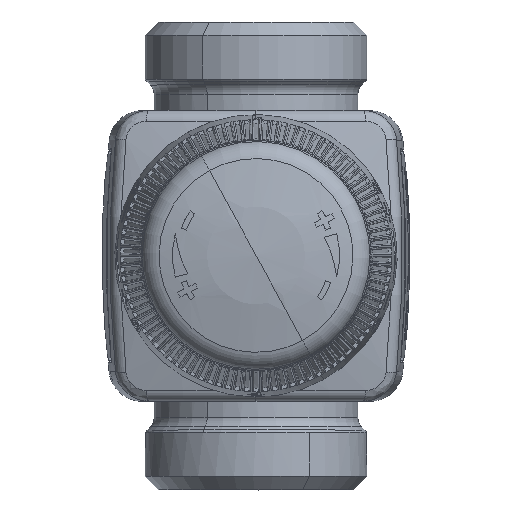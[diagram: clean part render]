
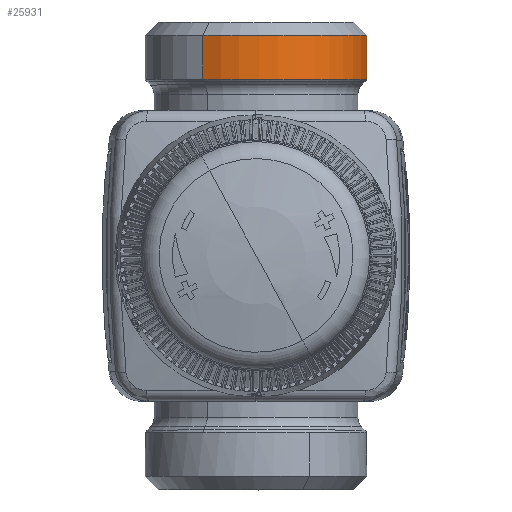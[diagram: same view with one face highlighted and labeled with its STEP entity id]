
A CAD part, top view. The second image highlights one B-rep face of the part: STEP entity #25931.
In plain terms, the highlighted cylindrical face has radius 16.6 mm (diameter 33.2 mm), a partial arc.
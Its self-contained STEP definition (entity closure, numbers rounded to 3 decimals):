
#23494=CARTESIAN_POINT('Vertex',(-7.958,26.425,14.568)) ;
#23501=CARTESIAN_POINT('Vertex',(7.958,26.425,-14.568)) ;
#23504=CARTESIAN_POINT('Axis2P3D Location',(0.,26.425,0.)) ;
#25901=CARTESIAN_POINT('Axis2P3D Location',(0.,34.62,0.)) ;
#25906=CARTESIAN_POINT('Line Origine',(-7.958,29.794,14.568)) ;
#25910=CARTESIAN_POINT('Vertex',(-7.958,33.,14.568)) ;
#25913=CARTESIAN_POINT('Line Origine',(7.958,29.794,-14.568)) ;
#25917=CARTESIAN_POINT('Vertex',(7.958,33.,-14.568)) ;
#25920=CARTESIAN_POINT('Axis2P3D Location',(0.,33.,0.)) ;
#23505=DIRECTION('Axis2P3D Direction',(0.,-1.,-0.)) ;
#25902=DIRECTION('Axis2P3D Direction',(0.,-1.,0.)) ;
#25903=DIRECTION('Axis2P3D XDirection',(-0.479,0.,0.878)) ;
#25907=DIRECTION('Vector Direction',(0.,-1.,0.)) ;
#25914=DIRECTION('Vector Direction',(0.,-1.,0.)) ;
#25921=DIRECTION('Axis2P3D Direction',(0.,-1.,0.)) ;
#23506=AXIS2_PLACEMENT_3D('Circle Axis2P3D',#23504,#23505,$) ;
#25904=AXIS2_PLACEMENT_3D('Cylinder Axis2P3D',#25901,#25902,#25903) ;
#25922=AXIS2_PLACEMENT_3D('Circle Axis2P3D',#25920,#25921,$) ;
#25926=ORIENTED_EDGE('',*,*,#25912,.F.) ;
#25927=ORIENTED_EDGE('',*,*,#23508,.F.) ;
#25928=ORIENTED_EDGE('',*,*,#25919,.T.) ;
#25929=ORIENTED_EDGE('',*,*,#25924,.T.) ;
#25908=VECTOR('Line Direction',#25907,1.) ;
#25915=VECTOR('Line Direction',#25914,1.) ;
#25931=ADVANCED_FACE('PartBody',(#25930),#25905,.T.) ;
#23507=CIRCLE('generated circle',#23506,16.6) ;
#25923=CIRCLE('generated circle',#25922,16.6) ;
#25905=CYLINDRICAL_SURFACE('generated cylinder',#25904,16.6) ;
#23508=EDGE_CURVE('',#23502,#23495,#23507,.T.) ;
#25912=EDGE_CURVE('',#23495,#25911,#25909,.F.) ;
#25919=EDGE_CURVE('',#23502,#25918,#25916,.F.) ;
#25924=EDGE_CURVE('',#25918,#25911,#25923,.T.) ;
#25925=EDGE_LOOP('',(#25926,#25927,#25928,#25929)) ;
#25930=FACE_OUTER_BOUND('',#25925,.T.) ;
#25909=LINE('Line',#25906,#25908) ;
#25916=LINE('Line',#25913,#25915) ;
#23495=VERTEX_POINT('',#23494) ;
#23502=VERTEX_POINT('',#23501) ;
#25911=VERTEX_POINT('',#25910) ;
#25918=VERTEX_POINT('',#25917) ;
